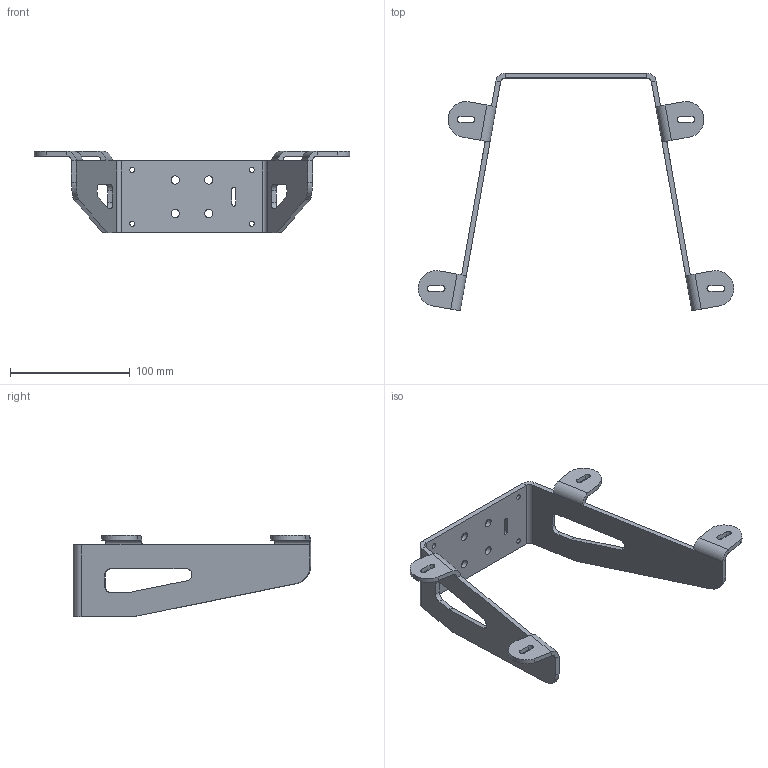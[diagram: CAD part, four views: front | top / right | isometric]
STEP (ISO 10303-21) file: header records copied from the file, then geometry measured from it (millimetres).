
FILE_DESCRIPTION(/* description */ (''),/* implementation_level */ '2;1');
FILE_NAME(/* name */ 'MS-BED-BRACKET 1.4.step',/* time_stamp */ '2019-04-11T09:54:11+01:00',/* author */ ('samMCFJU'),/* organization */ (''),/* preprocessor_version */ 'ST-DEVELOPER v18',/* originating_system */ 'Autodesk Translation Framework v8.2.0.1029',/* authorisation */ '');
FILE_SCHEMA (('AUTOMOTIVE_DESIGN { 1 0 10303 214 3 1 1 }'));
Length unit declared in the file: millimetre
Products named in the file (1): MS-BED-BRACKET
Bounding box: 263.72 x 198.64 x 68 mm (x, y, z)
Volume: 113350.4 mm3; surface area: 64782.7 mm2
Topology: 1 solids, 1 shells, 104 faces, 270 edges, 168 vertices
Faces by surface type: plane 58, cylinder 46
Full cylindrical faces by diameter (mm): 4.2 x4, 7 x4
Entity records: 3258 total; most frequent: DIRECTION 572, CARTESIAN_POINT 543, ORIENTED_EDGE 540, EDGE_CURVE 270, AXIS2_PLACEMENT_3D 197, LINE 178, VECTOR 178, VERTEX_POINT 168
